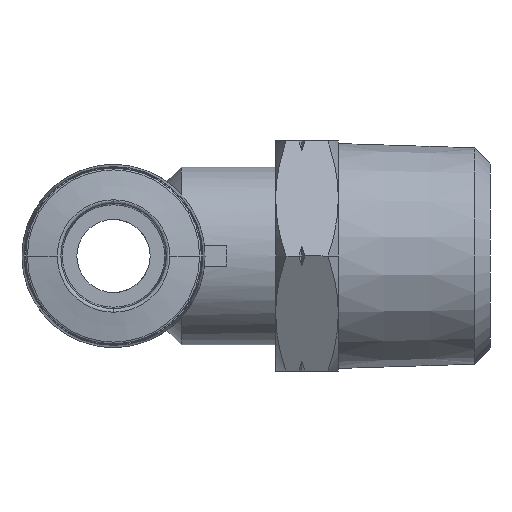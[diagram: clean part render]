
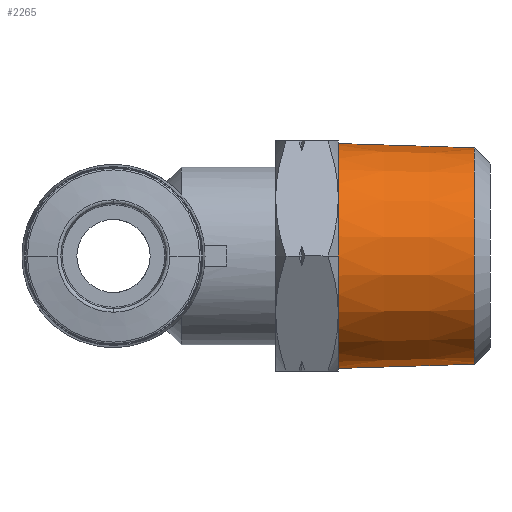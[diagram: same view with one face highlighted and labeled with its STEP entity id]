
A CAD part, left-side view. The second image highlights one B-rep face of the part: STEP entity #2265.
In plain terms, the highlighted conical face has half-angle 1.79 degrees and reference radius 10.75 mm.
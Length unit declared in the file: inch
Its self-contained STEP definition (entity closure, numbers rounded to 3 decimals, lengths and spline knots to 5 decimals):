
#7 = AXIS2_PLACEMENT_3D ( 'NONE', #1410, #4586, #1840 ) ;
#236 = VECTOR ( 'NONE', #2479, 39.37008 ) ;
#244 = LINE ( 'NONE', #2500, #236 ) ;
#431 = EDGE_CURVE ( 'NONE', #3146, #5596, #244, .T. ) ;
#469 = CARTESIAN_POINT ( 'NONE',  ( 0., -0.23622, 0. ) ) ;
#684 = CARTESIAN_POINT ( 'NONE',  ( 0., -0.23622, 0. ) ) ;
#911 = DIRECTION ( 'NONE',  ( 0., 1., -0.031 ) ) ;
#930 = DIRECTION ( 'NONE',  ( 0., 0., 1. ) ) ;
#947 = AXIS2_PLACEMENT_3D ( 'NONE', #684, #3819, #1122 ) ;
#1122 = DIRECTION ( 'NONE',  ( 0., 0., 1. ) ) ;
#1144 = ORIENTED_EDGE ( 'NONE', *, *, #1587, .T. ) ;
#1410 = CARTESIAN_POINT ( 'NONE',  ( 0., -0.74806, 0. ) ) ;
#1508 = CARTESIAN_POINT ( 'NONE',  ( 0., -0.23622, 0.42323 ) ) ;
#1587 = EDGE_CURVE ( 'NONE', #2433, #3146, #1933, .T. ) ;
#1670 = CIRCLE ( 'NONE', #947, 0.42323 ) ;
#1840 = DIRECTION ( 'NONE',  ( -1., 0., 0. ) ) ;
#1933 = CIRCLE ( 'NONE', #7, 0.40723 ) ;
#2265 = ADVANCED_FACE ( 'NONE', ( #4053 ), #5763, .T. ) ;
#2321 = CARTESIAN_POINT ( 'NONE',  ( 0., -0.74806, -0.40723 ) ) ;
#2433 = VERTEX_POINT ( 'NONE', #2321 ) ;
#2458 = EDGE_LOOP ( 'NONE', ( #4764, #1144, #3575, #5423 ) ) ;
#2479 = DIRECTION ( 'NONE',  ( 0., 1., 0.031 ) ) ;
#2500 = CARTESIAN_POINT ( 'NONE',  ( 0., -0.23622, 0.42323 ) ) ;
#2627 = CARTESIAN_POINT ( 'NONE',  ( 0., -0.23622, -0.42323 ) ) ;
#2830 = CARTESIAN_POINT ( 'NONE',  ( 0., -0.74806, 0.40723 ) ) ;
#3146 = VERTEX_POINT ( 'NONE', #2830 ) ;
#3234 = EDGE_CURVE ( 'NONE', #5596, #3494, #1670, .T. ) ;
#3494 = VERTEX_POINT ( 'NONE', #2627 ) ;
#3554 = LINE ( 'NONE', #4054, #4779 ) ;
#3561 = AXIS2_PLACEMENT_3D ( 'NONE', #469, #4060, #930 ) ;
#3575 = ORIENTED_EDGE ( 'NONE', *, *, #431, .T. ) ;
#3819 = DIRECTION ( 'NONE',  ( 0., -1., 0. ) ) ;
#4053 = FACE_OUTER_BOUND ( 'NONE', #2458, .T. ) ;
#4054 = CARTESIAN_POINT ( 'NONE',  ( 0., -0.23622, -0.42323 ) ) ;
#4060 = DIRECTION ( 'NONE',  ( 0., 1., 0. ) ) ;
#4586 = DIRECTION ( 'NONE',  ( 0., 1., 0. ) ) ;
#4764 = ORIENTED_EDGE ( 'NONE', *, *, #4990, .F. ) ;
#4779 = VECTOR ( 'NONE', #911, 39.37008 ) ;
#4990 = EDGE_CURVE ( 'NONE', #2433, #3494, #3554, .T. ) ;
#5423 = ORIENTED_EDGE ( 'NONE', *, *, #3234, .T. ) ;
#5596 = VERTEX_POINT ( 'NONE', #1508 ) ;
#5763 = CONICAL_SURFACE ( 'NONE', #3561, 0.42323, 0.031 ) ;
